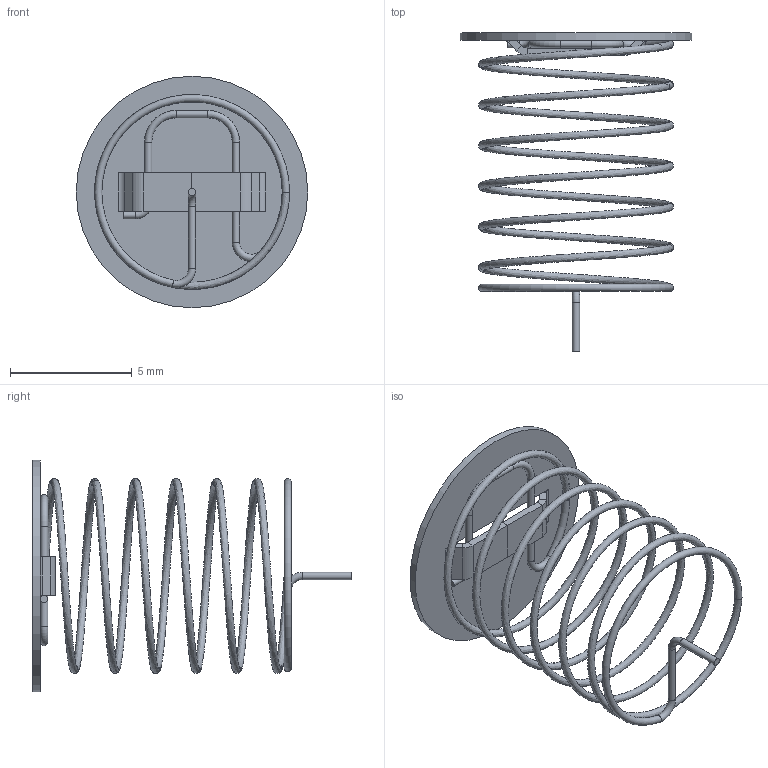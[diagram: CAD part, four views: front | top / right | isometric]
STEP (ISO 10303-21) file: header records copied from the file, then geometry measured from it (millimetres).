
FILE_DESCRIPTION(('STEP AP203'), '1');
FILE_NAME('珂と.301533.010', '2023-09-08T06:42:21', ('ava'), (''), 'ASCON STEP Converter 1.3', 'ASCON Math Kernel', '');
FILE_SCHEMA(('CONFIG_CONTROL_DESIGN'));
Length unit declared in the file: millimetre
Products named in the file (3): 珂と.301533.0104; 珂と.753511.1075; 珂と.711112.2226
Assembly tree (2 placements, depth 2):
  珂と.301533.0104
    珂と.753511.1075
    珂と.711112.2226
Bounding box: 9.5 x 13.06 x 9.5 mm (x, y, z)
Volume: 34.7 mm3; surface area: 336.3 mm2
Topology: 2 solids, 2 shells, 56 faces, 112 edges, 61 vertices
Faces by surface type: plane 32, cylinder 15, torus 8, bspline 1
Full cylindrical faces by diameter (mm): 0.3 x6, 9.5 x1
Entity records: 4623 total; most frequent: CARTESIAN_POINT 3359, DIRECTION 246, ORIENTED_EDGE 190, EDGE_CURVE 95, AXIS2_PLACEMENT_3D 93, EDGE_LOOP 74, LINE 60, VECTOR 60
